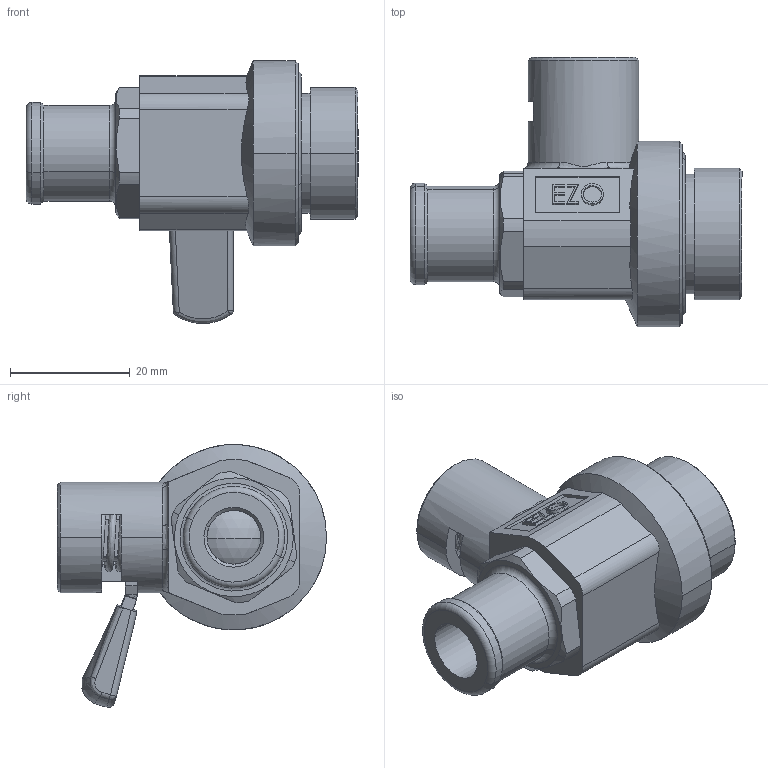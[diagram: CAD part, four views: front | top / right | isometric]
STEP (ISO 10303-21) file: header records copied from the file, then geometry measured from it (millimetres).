
FILE_DESCRIPTION (( 'STEP AP203' ), '1' );
FILE_NAME ('M-H.SLDASM.STEP', '2015-10-30T04:27:45', ( '微软用户' ), ( '微软中国' ), 'SwSTEP 2.0', 'SolidWorks 2010', '' );
FILE_SCHEMA (( 'CONFIG_CONTROL_DESIGN' ));
Length unit declared in the file: millimetre
Products named in the file (12): O型圈4.2-1.9; 中号球座; M-H.SLDASM; す菜; 球体; 忒梟L; M炵濬概极7B-H; 錨璃50; O型圈23-2.5; 粟銅; 縐銅; 概裝
Assembly tree (12 placements, depth 2):
  M-H.SLDASM
    M炵濬概极7B-H
    忒梟L
    球体
    概裝
    中号球座  x2
    粟銅
    O型圈4.2-1.9
    O型圈23-2.5
    す菜
    錨璃50
    縐銅
Bounding box: 55.5 x 45 x 43.96 mm (x, y, z)
Volume: 23120.3 mm3; surface area: 15748.5 mm2
Topology: 12 solids, 12 shells, 313 faces, 738 edges, 458 vertices
Faces by surface type: plane 110, cylinder 95, cone 43, torus 34, bspline 25, sphere 6
Entity records: 14876 total; most frequent: CARTESIAN_POINT 6658, DIRECTION 1492, ORIENTED_EDGE 1414, EDGE_CURVE 707, AXIS2_PLACEMENT_3D 589, VERTEX_POINT 441, EDGE_LOOP 332, VECTOR 314
